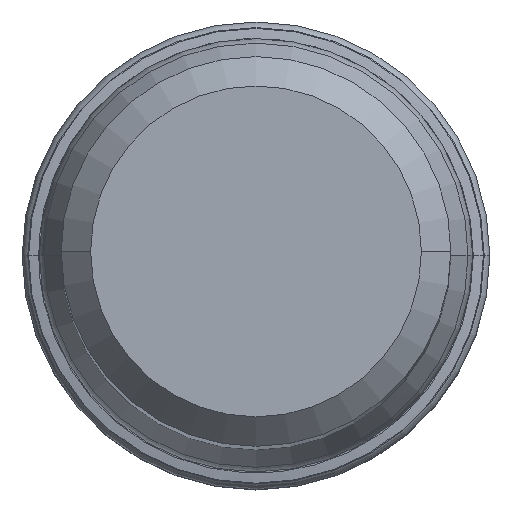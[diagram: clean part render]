
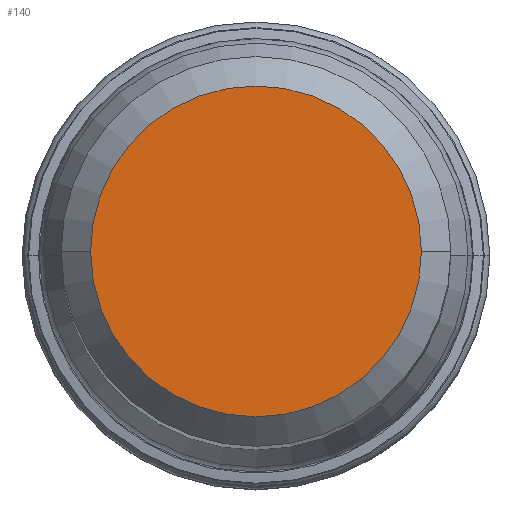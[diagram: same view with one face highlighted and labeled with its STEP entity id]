
A CAD part, top view. The second image highlights one B-rep face of the part: STEP entity #140.
In plain terms, the highlighted planar face has unit normal (0, 0, 1).
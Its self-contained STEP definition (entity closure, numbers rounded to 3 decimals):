
#40=PLANE('',#1129);
#140=ADVANCED_FACE('',(#206),#40,.F.);
#206=FACE_OUTER_BOUND('',#264,.T.);
#264=EDGE_LOOP('',(#452,#453,#454,#455));
#452=ORIENTED_EDGE('',*,*,#724,.T.);
#453=ORIENTED_EDGE('',*,*,#725,.T.);
#454=ORIENTED_EDGE('',*,*,#726,.T.);
#455=ORIENTED_EDGE('',*,*,#727,.T.);
#605=VERTEX_POINT('',#2350);
#606=VERTEX_POINT('',#2351);
#607=VERTEX_POINT('',#2353);
#608=VERTEX_POINT('',#2355);
#724=EDGE_CURVE('',#605,#606,#866,.T.);
#725=EDGE_CURVE('',#606,#607,#867,.T.);
#726=EDGE_CURVE('',#607,#608,#868,.T.);
#727=EDGE_CURVE('',#608,#605,#869,.T.);
#866=CIRCLE('',#1125,6.738);
#867=CIRCLE('',#1126,6.738);
#868=CIRCLE('',#1127,6.738);
#869=CIRCLE('',#1128,6.738);
#1125=AXIS2_PLACEMENT_3D('',#2349,#1358,#1359);
#1126=AXIS2_PLACEMENT_3D('',#2352,#1360,#1361);
#1127=AXIS2_PLACEMENT_3D('',#2354,#1362,#1363);
#1128=AXIS2_PLACEMENT_3D('',#2356,#1364,#1365);
#1129=AXIS2_PLACEMENT_3D('',#2357,#1366,#1367);
#1358=DIRECTION('',(0.,0.,1.));
#1359=DIRECTION('',(0.,1.,0.));
#1360=DIRECTION('',(0.,0.,1.));
#1361=DIRECTION('',(-1.,0.,0.));
#1362=DIRECTION('',(0.,0.,1.));
#1363=DIRECTION('',(0.,-1.,0.));
#1364=DIRECTION('',(0.,0.,1.));
#1365=DIRECTION('',(1.,0.,0.));
#1366=DIRECTION('',(0.,0.,-1.));
#1367=DIRECTION('',(-1.,0.,0.));
#2349=CARTESIAN_POINT('',(0.,0.,30.92));
#2350=CARTESIAN_POINT('',(0.,6.738,30.92));
#2351=CARTESIAN_POINT('',(-6.737,0.,30.92));
#2352=CARTESIAN_POINT('',(0.,0.,30.92));
#2353=CARTESIAN_POINT('',(0.,-6.738,30.92));
#2354=CARTESIAN_POINT('',(0.,0.,30.92));
#2355=CARTESIAN_POINT('',(6.738,0.,30.92));
#2356=CARTESIAN_POINT('',(0.,0.,30.92));
#2357=CARTESIAN_POINT('',(0.,0.,30.92));
